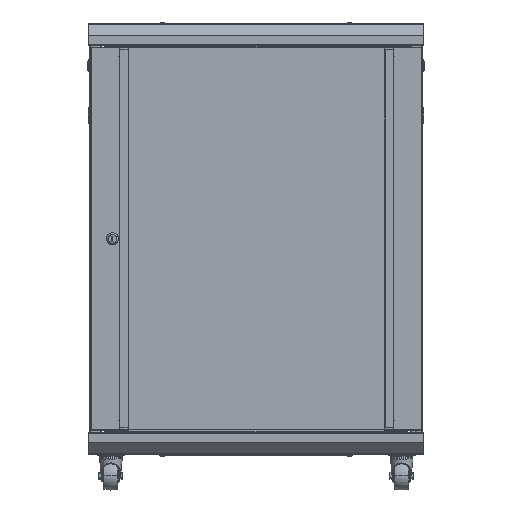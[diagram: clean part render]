
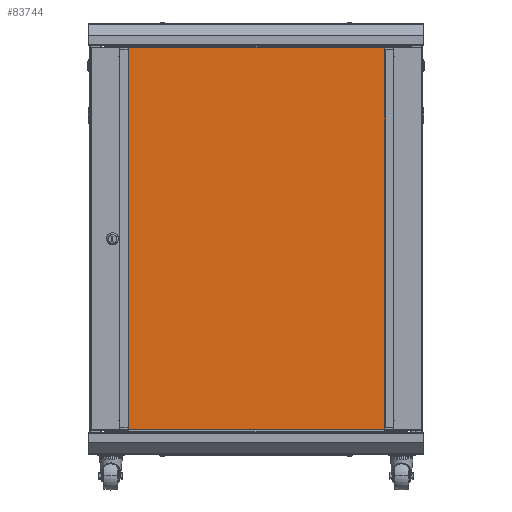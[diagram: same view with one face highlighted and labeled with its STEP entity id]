
A CAD part, top view. The second image highlights one B-rep face of the part: STEP entity #83744.
In plain terms, the highlighted planar face has unit normal (0, 0, 1).
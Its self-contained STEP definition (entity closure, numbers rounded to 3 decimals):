
#3234 = ORIENTED_EDGE ( 'NONE', *, *, #46814, .F. ) ;
#4468 = EDGE_CURVE ( 'NONE', #22742, #20913, #52791, .T. ) ;
#6879 = EDGE_CURVE ( 'NONE', #20913, #34333, #36549, .T. ) ;
#7010 = DIRECTION ( 'NONE',  ( 1., 0., 0. ) ) ;
#9889 = EDGE_LOOP ( 'NONE', ( #13631, #42705, #3234, #36311 ) ) ;
#13631 = ORIENTED_EDGE ( 'NONE', *, *, #4468, .F. ) ;
#14898 = DIRECTION ( 'NONE',  ( -1., 0., 0. ) ) ;
#20913 = VERTEX_POINT ( 'NONE', #43371 ) ;
#22742 = VERTEX_POINT ( 'NONE', #46063 ) ;
#29241 = EDGE_CURVE ( 'NONE', #81949, #22742, #86177, .T. ) ;
#33211 = VECTOR ( 'NONE', #40411, 1000. ) ;
#33420 = CARTESIAN_POINT ( 'NONE',  ( -245.5, 208.25, 5. ) ) ;
#34333 = VERTEX_POINT ( 'NONE', #73184 ) ;
#36311 = ORIENTED_EDGE ( 'NONE', *, *, #6879, .F. ) ;
#36549 = LINE ( 'NONE', #70147, #66351 ) ;
#40119 = CARTESIAN_POINT ( 'NONE',  ( 245.5, 474.95, 5. ) ) ;
#40411 = DIRECTION ( 'NONE',  ( 0., 1., 0. ) ) ;
#41467 = CARTESIAN_POINT ( 'NONE',  ( 245.5, -208.25, 5. ) ) ;
#42705 = ORIENTED_EDGE ( 'NONE', *, *, #29241, .F. ) ;
#43371 = CARTESIAN_POINT ( 'NONE',  ( 245.5, 474.95, 5. ) ) ;
#46063 = CARTESIAN_POINT ( 'NONE',  ( -245.5, 474.95, 5. ) ) ;
#46814 = EDGE_CURVE ( 'NONE', #34333, #81949, #54156, .T. ) ;
#52791 = LINE ( 'NONE', #40119, #58996 ) ;
#54156 = LINE ( 'NONE', #41467, #63968 ) ;
#57164 = FACE_OUTER_BOUND ( 'NONE', #9889, .T. ) ;
#57523 = DIRECTION ( 'NONE',  ( 0., -1., 0. ) ) ;
#57934 = AXIS2_PLACEMENT_3D ( 'NONE', #82849, #71087, #77191 ) ;
#58996 = VECTOR ( 'NONE', #7010, 1000. ) ;
#63968 = VECTOR ( 'NONE', #14898, 1000. ) ;
#66351 = VECTOR ( 'NONE', #57523, 1000. ) ;
#70147 = CARTESIAN_POINT ( 'NONE',  ( 245.5, 208.25, 5. ) ) ;
#71087 = DIRECTION ( 'NONE',  ( 0., 0., -1. ) ) ;
#72035 = CARTESIAN_POINT ( 'NONE',  ( -245.5, -208.25, 5. ) ) ;
#73184 = CARTESIAN_POINT ( 'NONE',  ( 245.5, -208.25, 5. ) ) ;
#77191 = DIRECTION ( 'NONE',  ( -1., 0., 0. ) ) ;
#78057 = PLANE ( 'NONE',  #57934 ) ;
#81949 = VERTEX_POINT ( 'NONE', #72035 ) ;
#82849 = CARTESIAN_POINT ( 'NONE',  ( 245.5, 208.25, 5. ) ) ;
#83744 = ADVANCED_FACE ( 'NONE', ( #57164 ), #78057, .F. ) ;
#86177 = LINE ( 'NONE', #33420, #33211 ) ;
